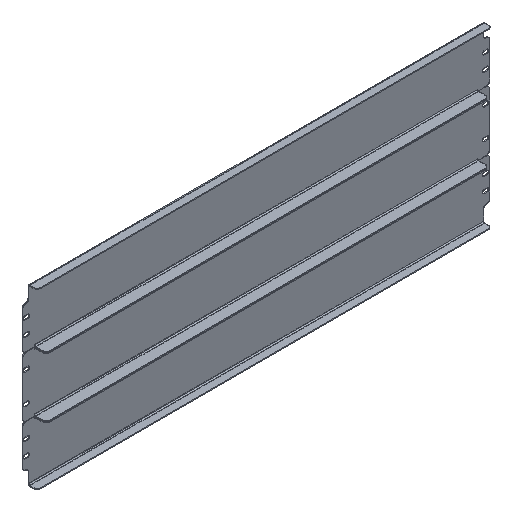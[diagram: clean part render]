
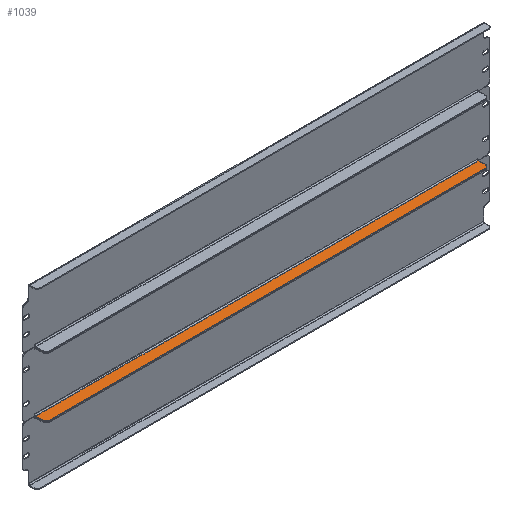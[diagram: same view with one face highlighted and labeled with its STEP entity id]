
A CAD part, isometric view. The second image highlights one B-rep face of the part: STEP entity #1039.
In plain terms, the highlighted planar face has unit normal (0, 0, 1).
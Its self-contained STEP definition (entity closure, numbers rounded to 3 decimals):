
#51 = CARTESIAN_POINT ( 'NONE',  ( -368.25, -3., -48.5 ) ) ;
#72 = VERTEX_POINT ( 'NONE', #1689 ) ;
#122 = DIRECTION ( 'NONE',  ( 0., 0., 1. ) ) ;
#131 = CARTESIAN_POINT ( 'NONE',  ( -368.25, -20., -48.5 ) ) ;
#159 = EDGE_CURVE ( 'NONE', #957, #72, #294, .T. ) ;
#232 = DIRECTION ( 'NONE',  ( 0., -1., 0. ) ) ;
#254 = CARTESIAN_POINT ( 'NONE',  ( 368.25, -3., -48.5 ) ) ;
#294 = CIRCLE ( 'NONE', #3065, 5. ) ;
#410 = DIRECTION ( 'NONE',  ( 0., 1., 0. ) ) ;
#488 = LINE ( 'NONE', #1338, #2917 ) ;
#536 = CARTESIAN_POINT ( 'NONE',  ( -368.25, -15., -48.5 ) ) ;
#564 = ORIENTED_EDGE ( 'NONE', *, *, #2822, .F. ) ;
#574 = PLANE ( 'NONE',  #2438 ) ;
#738 = EDGE_CURVE ( 'NONE', #1460, #965, #2733, .T. ) ;
#758 = DIRECTION ( 'NONE',  ( 1., 0., 0. ) ) ;
#828 = DIRECTION ( 'NONE',  ( 0., 0., -1. ) ) ;
#885 = EDGE_CURVE ( 'NONE', #1391, #2478, #488, .T. ) ;
#905 = CARTESIAN_POINT ( 'NONE',  ( 363.25, -15., -48.5 ) ) ;
#957 = VERTEX_POINT ( 'NONE', #1640 ) ;
#965 = VERTEX_POINT ( 'NONE', #2468 ) ;
#1013 = ORIENTED_EDGE ( 'NONE', *, *, #159, .T. ) ;
#1039 = ADVANCED_FACE ( 'NONE', ( #1886 ), #574, .F. ) ;
#1088 = CARTESIAN_POINT ( 'NONE',  ( 0., 0., -48.5 ) ) ;
#1165 = VECTOR ( 'NONE', #1735, 1000. ) ;
#1303 = EDGE_CURVE ( 'NONE', #2478, #72, #1506, .T. ) ;
#1338 = CARTESIAN_POINT ( 'NONE',  ( -368.25, -3., -48.5 ) ) ;
#1391 = VERTEX_POINT ( 'NONE', #51 ) ;
#1460 = VERTEX_POINT ( 'NONE', #536 ) ;
#1477 = CARTESIAN_POINT ( 'NONE',  ( -363.25, -15., -48.5 ) ) ;
#1506 = LINE ( 'NONE', #3157, #2870 ) ;
#1517 = EDGE_CURVE ( 'NONE', #1460, #1391, #2281, .T. ) ;
#1592 = ORIENTED_EDGE ( 'NONE', *, *, #1517, .F. ) ;
#1640 = CARTESIAN_POINT ( 'NONE',  ( 363.25, -20., -48.5 ) ) ;
#1689 = CARTESIAN_POINT ( 'NONE',  ( 368.25, -15., -48.5 ) ) ;
#1735 = DIRECTION ( 'NONE',  ( 0., 1., 0. ) ) ;
#1781 = DIRECTION ( 'NONE',  ( 0., 1., 0. ) ) ;
#1782 = DIRECTION ( 'NONE',  ( -1., 0., 0. ) ) ;
#1886 = FACE_OUTER_BOUND ( 'NONE', #2641, .T. ) ;
#2043 = DIRECTION ( 'NONE',  ( 0., 0., 1. ) ) ;
#2044 = LINE ( 'NONE', #131, #2582 ) ;
#2194 = ORIENTED_EDGE ( 'NONE', *, *, #738, .T. ) ;
#2281 = LINE ( 'NONE', #3384, #1165 ) ;
#2287 = AXIS2_PLACEMENT_3D ( 'NONE', #1477, #2043, #1781 ) ;
#2438 = AXIS2_PLACEMENT_3D ( 'NONE', #1088, #828, #2724 ) ;
#2468 = CARTESIAN_POINT ( 'NONE',  ( -363.25, -20., -48.5 ) ) ;
#2478 = VERTEX_POINT ( 'NONE', #254 ) ;
#2582 = VECTOR ( 'NONE', #1782, 1000. ) ;
#2641 = EDGE_LOOP ( 'NONE', ( #1592, #2194, #564, #1013, #3113, #3008 ) ) ;
#2724 = DIRECTION ( 'NONE',  ( 0., -1., 0. ) ) ;
#2733 = CIRCLE ( 'NONE', #2287, 5. ) ;
#2822 = EDGE_CURVE ( 'NONE', #957, #965, #2044, .T. ) ;
#2870 = VECTOR ( 'NONE', #232, 1000. ) ;
#2917 = VECTOR ( 'NONE', #758, 1000. ) ;
#3008 = ORIENTED_EDGE ( 'NONE', *, *, #885, .F. ) ;
#3065 = AXIS2_PLACEMENT_3D ( 'NONE', #905, #122, #410 ) ;
#3113 = ORIENTED_EDGE ( 'NONE', *, *, #1303, .F. ) ;
#3157 = CARTESIAN_POINT ( 'NONE',  ( 368.25, -20., -48.5 ) ) ;
#3384 = CARTESIAN_POINT ( 'NONE',  ( -368.25, -1.5, -48.5 ) ) ;
